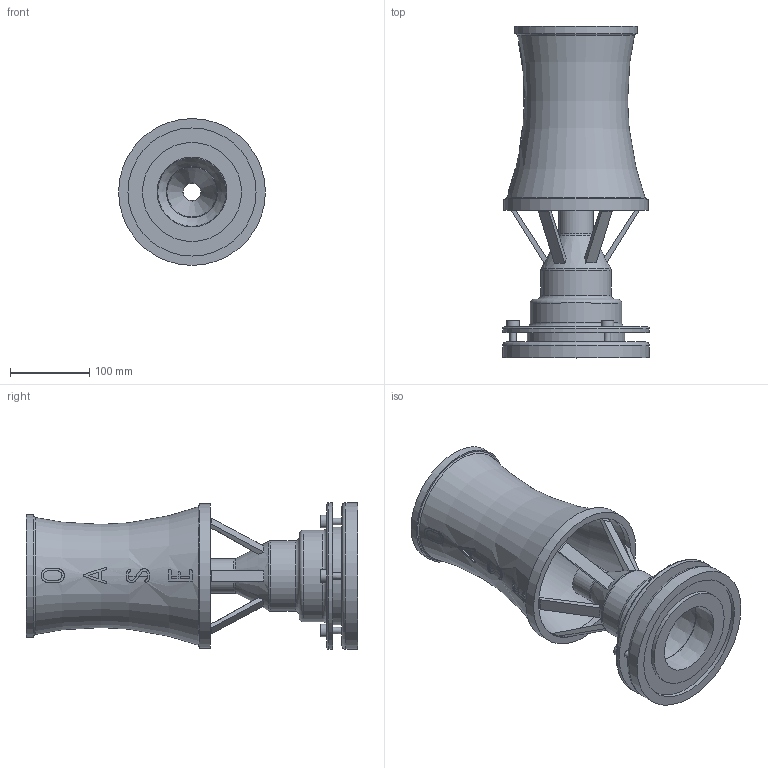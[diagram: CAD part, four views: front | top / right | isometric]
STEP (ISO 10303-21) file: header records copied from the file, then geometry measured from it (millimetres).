
FILE_DESCRIPTION(/* description */ (''),/* implementation_level */ '2;1');
FILE_NAME(/* name */ '89055 Cascade130.stp',/* time_stamp */ '2017-08-18T11:34:50+02:00',/* author */ ('guzb562'),/* organization */ (''),/* preprocessor_version */ 'ST-DEVELOPER v16.1',/* originating_system */ 'Autodesk Inventor 2016',/* authorisation */ '');
FILE_SCHEMA (('AUTOMOTIVE_DESIGN { 1 0 10303 214 3 1 1 }'));
Length unit declared in the file: millimetre
Products named in the file (1): 89055 Cascade130
Bounding box: 184.86 x 417.76 x 184.86 mm (x, y, z)
Surface area: 405658 mm2 (no closed solid volume)
Topology: 0 solids, 1 shells, 161 faces, 417 edges, 272 vertices
Faces by surface type: plane 92, cylinder 36, torus 23, cone 10
Full cylindrical faces by diameter (mm): 8 x3, 16 x3, 42.863 x1, 88.863 x1, 114.863 x1, 122.668 x1, 124.761 x1, 154.863 x1, 161.198 x1, 181.863 x1, 184.863 x2
Entity records: 5657 total; most frequent: CARTESIAN_POINT 2142, ORIENTED_EDGE 688, DIRECTION 656, EDGE_CURVE 344, AXIS2_PLACEMENT_3D 252, VERTEX_POINT 247, EDGE_LOOP 229, FACE_OUTER_BOUND 157
